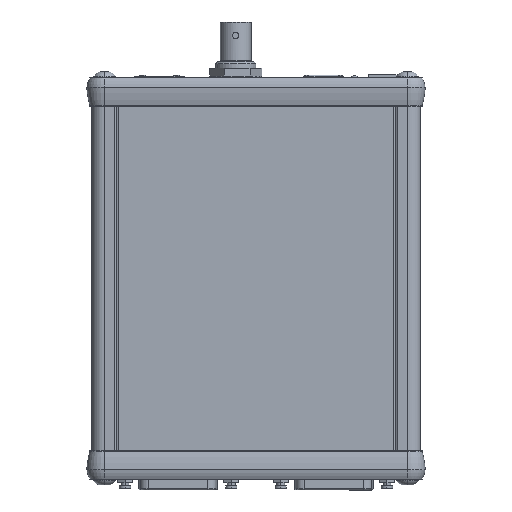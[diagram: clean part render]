
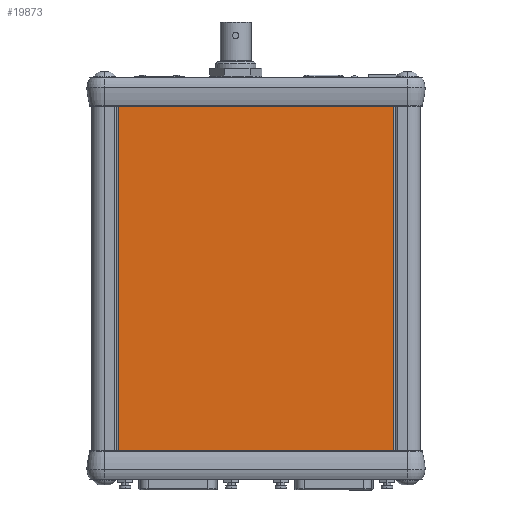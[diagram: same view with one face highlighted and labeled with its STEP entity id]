
A CAD part, front view. The second image highlights one B-rep face of the part: STEP entity #19873.
In plain terms, the highlighted planar face has unit normal (0, -1, 0).
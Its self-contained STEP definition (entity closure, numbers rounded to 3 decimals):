
#19873 = ADVANCED_FACE ( 'NONE', ( #32846 ), #32988, .T. ) ;
#19874 = EDGE_LOOP ( 'NONE', ( #19875, #19877, #19878, #20033 ) ) ;
#19875 = ORIENTED_EDGE ( 'NONE', *, *, #19876, .T. ) ;
#19876 = EDGE_CURVE ( 'NONE', #19884, #20081, #32987, .T. ) ;
#19877 = ORIENTED_EDGE ( 'NONE', *, *, #20080, .T. ) ;
#19878 = ORIENTED_EDGE ( 'NONE', *, *, #19879, .T. ) ;
#19879 = EDGE_CURVE ( 'NONE', #20082, #19887, #32979, .T. ) ;
#19884 = VERTEX_POINT ( 'NONE', #32970 ) ;
#19886 = EDGE_CURVE ( 'NONE', #19887, #19884, #32969, .T. ) ;
#19887 = VERTEX_POINT ( 'NONE', #32830 ) ;
#20033 = ORIENTED_EDGE ( 'NONE', *, *, #19886, .T. ) ;
#20080 = EDGE_CURVE ( 'NONE', #20081, #20082, #33530, .T. ) ;
#20081 = VERTEX_POINT ( 'NONE', #33563 ) ;
#20082 = VERTEX_POINT ( 'NONE', #33562 ) ;
#32830 = CARTESIAN_POINT ( 'NONE',  ( -43.016, 0., 120. ) ) ;
#32846 = FACE_OUTER_BOUND ( 'NONE', #19874, .T. ) ;
#32966 = DIRECTION ( 'NONE',  ( 0., 0., -1. ) ) ;
#32967 = VECTOR ( 'NONE', #32966, 1000. ) ;
#32968 = CARTESIAN_POINT ( 'NONE',  ( -43.016, 0., 0. ) ) ;
#32969 = LINE ( 'NONE', #32968, #32967 ) ;
#32970 = CARTESIAN_POINT ( 'NONE',  ( -43.016, 0., 0. ) ) ;
#32976 = DIRECTION ( 'NONE',  ( -1., 0., 0. ) ) ;
#32977 = VECTOR ( 'NONE', #32976, 1000. ) ;
#32978 = CARTESIAN_POINT ( 'NONE',  ( 43.016, 0., 120. ) ) ;
#32979 = LINE ( 'NONE', #32978, #32977 ) ;
#32980 = DIRECTION ( 'NONE',  ( 1., 0., 0. ) ) ;
#32981 = VECTOR ( 'NONE', #32980, 1000. ) ;
#32982 = CARTESIAN_POINT ( 'NONE',  ( 43.016, 0., 0. ) ) ;
#32983 = DIRECTION ( 'NONE',  ( 0., 0., -1. ) ) ;
#32984 = DIRECTION ( 'NONE',  ( 0., -1., 0. ) ) ;
#32985 = CARTESIAN_POINT ( 'NONE',  ( 43.016, 0., 0. ) ) ;
#32986 = AXIS2_PLACEMENT_3D ( 'NONE', #32985, #32984, #32983 ) ;
#32987 = LINE ( 'NONE', #32982, #32981 ) ;
#32988 = PLANE ( 'NONE',  #32986 ) ;
#33529 = CARTESIAN_POINT ( 'NONE',  ( 43.016, 0., 0. ) ) ;
#33530 = LINE ( 'NONE', #33529, #33565 ) ;
#33562 = CARTESIAN_POINT ( 'NONE',  ( 43.016, 0., 120. ) ) ;
#33563 = CARTESIAN_POINT ( 'NONE',  ( 43.016, 0., 0. ) ) ;
#33564 = DIRECTION ( 'NONE',  ( 0., 0., 1. ) ) ;
#33565 = VECTOR ( 'NONE', #33564, 1000. ) ;
